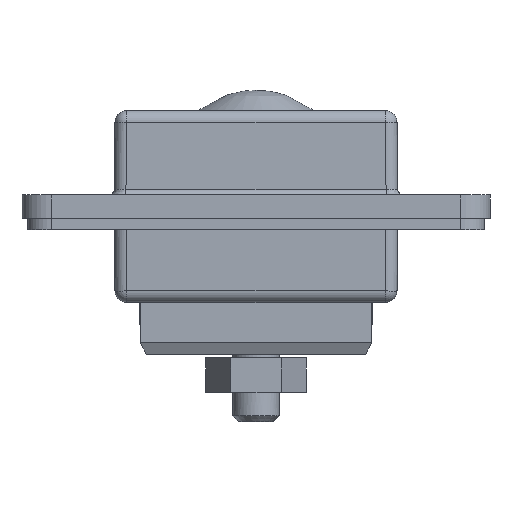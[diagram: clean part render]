
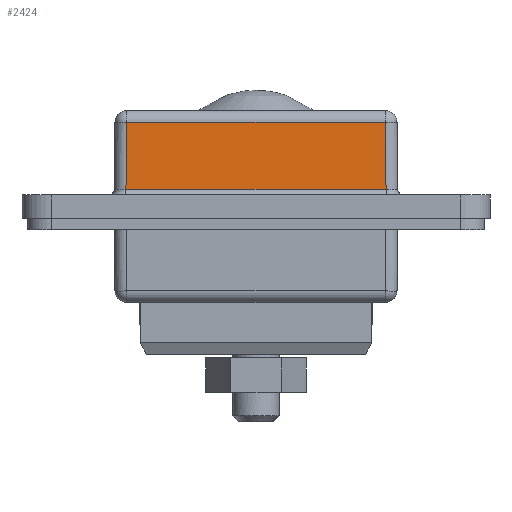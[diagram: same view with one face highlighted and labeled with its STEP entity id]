
A CAD part, left-side view. The second image highlights one B-rep face of the part: STEP entity #2424.
In plain terms, the highlighted planar face has unit normal (-1, 0, 0.009).
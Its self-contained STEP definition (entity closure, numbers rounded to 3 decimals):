
#1924=CARTESIAN_POINT('',(274.403,225.579,166.747));
#1925=VERTEX_POINT('',#1924);
#2068=CARTESIAN_POINT('',(274.403,270.315,166.747));
#2069=VERTEX_POINT('',#2068);
#2086=CARTESIAN_POINT('',(274.403,225.579,166.747));
#2087=DIRECTION('',(0.0,1.0,0.0));
#2088=VECTOR('',#2087,44.736);
#2089=LINE('',#2086,#2088);
#2090=EDGE_CURVE('',#1925,#2069,#2089,.T.);
#2375=CARTESIAN_POINT('',(274.504,270.215,178.273));
#2376=VERTEX_POINT('',#2375);
#2377=CARTESIAN_POINT('',(274.403,270.315,166.747));
#2378=DIRECTION('',(0.009,-0.009,1.));
#2379=VECTOR('',#2378,11.527);
#2380=LINE('',#2377,#2379);
#2381=EDGE_CURVE('',#2069,#2376,#2380,.T.);
#2401=CARTESIAN_POINT('',(274.233,223.697,147.257));
#2402=DIRECTION('',(-1.,0.0,0.009));
#2403=DIRECTION('',(0.009,0.0,1.));
#2404=AXIS2_PLACEMENT_3D('',#2401,#2402,#2403);
#2405=PLANE('',#2404);
#2406=ORIENTED_EDGE('',*,*,#2090,.F.);
#2407=CARTESIAN_POINT('',(274.504,225.68,178.273));
#2408=VERTEX_POINT('',#2407);
#2409=CARTESIAN_POINT('',(274.504,225.68,178.273));
#2410=DIRECTION('',(-0.009,-0.009,-1.));
#2411=VECTOR('',#2410,11.527);
#2412=LINE('',#2409,#2411);
#2413=EDGE_CURVE('',#2408,#1925,#2412,.T.);
#2414=ORIENTED_EDGE('',*,*,#2413,.F.);
#2415=CARTESIAN_POINT('',(274.504,270.215,178.273));
#2416=DIRECTION('',(0.0,-1.0,0.0));
#2417=VECTOR('',#2416,44.535);
#2418=LINE('',#2415,#2417);
#2419=EDGE_CURVE('',#2376,#2408,#2418,.T.);
#2420=ORIENTED_EDGE('',*,*,#2419,.F.);
#2421=ORIENTED_EDGE('',*,*,#2381,.F.);
#2422=EDGE_LOOP('',(#2406,#2414,#2420,#2421));
#2423=FACE_OUTER_BOUND('',#2422,.T.);
#2424=ADVANCED_FACE('',(#2423),#2405,.T.);
